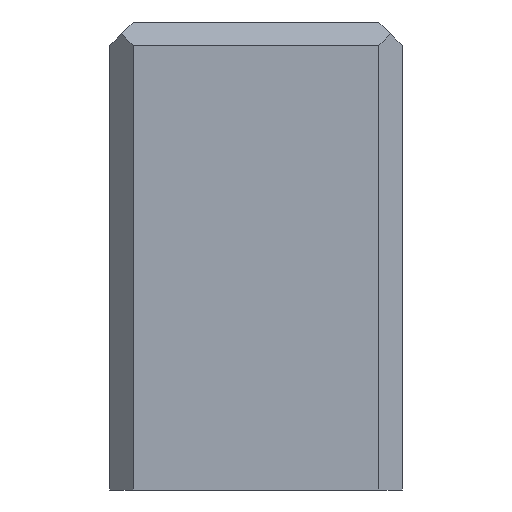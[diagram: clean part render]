
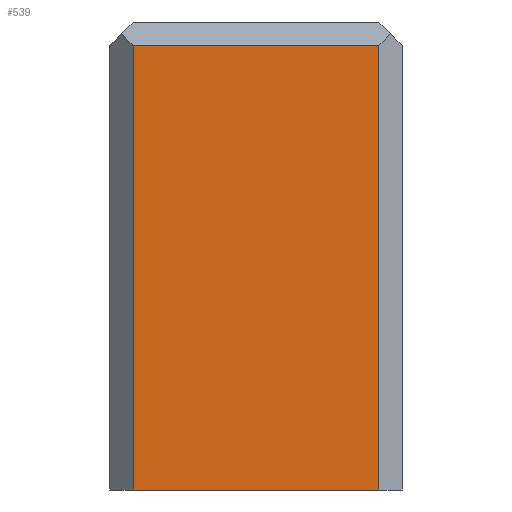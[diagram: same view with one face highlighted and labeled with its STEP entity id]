
A CAD part, front view. The second image highlights one B-rep face of the part: STEP entity #539.
In plain terms, the highlighted planar face has unit normal (0, -1, 0).
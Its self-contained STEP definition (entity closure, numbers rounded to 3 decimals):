
#120=PLANE('',#600);
#150=FACE_OUTER_BOUND('',#179,.T.);
#179=EDGE_LOOP('',(#477,#478,#479,#480));
#226=LINE('',#890,#272);
#228=LINE('',#894,#274);
#229=LINE('',#896,#275);
#230=LINE('',#897,#276);
#272=VECTOR('',#723,10.);
#274=VECTOR('',#727,10.);
#275=VECTOR('',#728,10.);
#276=VECTOR('',#729,10.);
#331=VERTEX_POINT('',#887);
#332=VERTEX_POINT('',#889);
#333=VERTEX_POINT('',#893);
#334=VERTEX_POINT('',#895);
#385=EDGE_CURVE('',#331,#332,#226,.T.);
#387=EDGE_CURVE('',#333,#331,#228,.T.);
#388=EDGE_CURVE('',#333,#334,#229,.T.);
#389=EDGE_CURVE('',#332,#334,#230,.T.);
#477=ORIENTED_EDGE('',*,*,#385,.F.);
#478=ORIENTED_EDGE('',*,*,#387,.F.);
#479=ORIENTED_EDGE('',*,*,#388,.T.);
#480=ORIENTED_EDGE('',*,*,#389,.F.);
#539=ADVANCED_FACE('',(#150),#120,.T.);
#600=AXIS2_PLACEMENT_3D('',#892,#725,#726);
#723=DIRECTION('',(1.,0.,0.));
#725=DIRECTION('center_axis',(0.,-1.,0.));
#726=DIRECTION('ref_axis',(1.,0.,0.));
#727=DIRECTION('',(0.,0.,1.));
#728=DIRECTION('',(1.,0.,0.));
#729=DIRECTION('',(0.,0.,-1.));
#887=CARTESIAN_POINT('',(-10.5,-37.5,38.));
#889=CARTESIAN_POINT('',(10.5,-37.5,38.));
#890=CARTESIAN_POINT('',(-6.25,-37.5,38.));
#892=CARTESIAN_POINT('Origin',(-12.5,-37.5,0.));
#893=CARTESIAN_POINT('',(-10.5,-37.5,0.));
#894=CARTESIAN_POINT('',(-10.5,-37.5,0.));
#895=CARTESIAN_POINT('',(10.5,-37.5,0.));
#896=CARTESIAN_POINT('',(-12.5,-37.5,0.));
#897=CARTESIAN_POINT('',(10.5,-37.5,0.));
